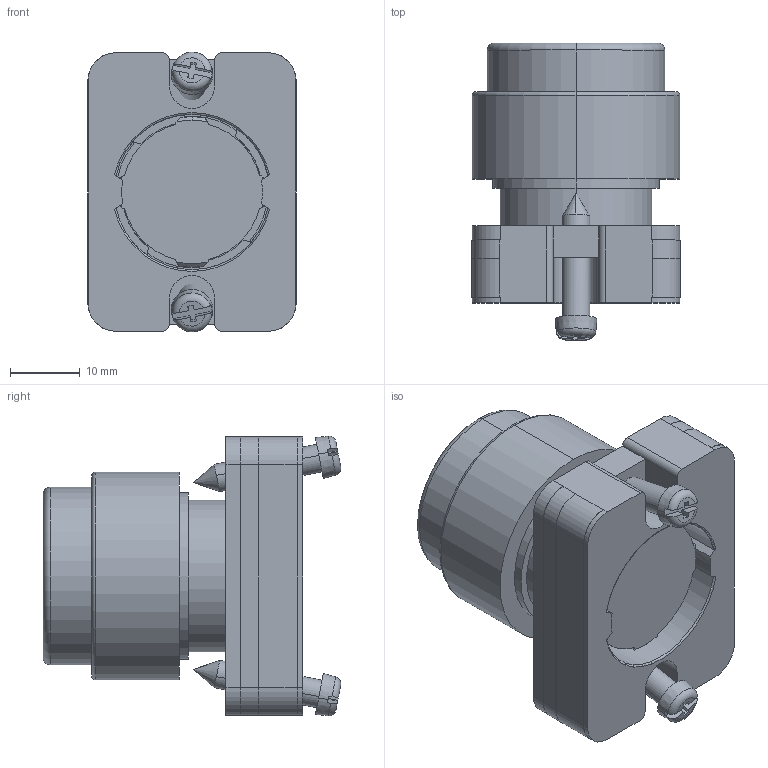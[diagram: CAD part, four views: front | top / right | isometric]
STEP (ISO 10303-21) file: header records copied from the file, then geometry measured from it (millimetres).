
FILE_DESCRIPTION (( 'STEP AP214' ), '1' );
FILE_NAME ('GCX3110-SC.step', '2016-06-20T21:06:13', ( '' ), ( '' ), 'SwSTEP 2.0', 'SolidWorks 2016', '' );
FILE_SCHEMA (( 'AUTOMOTIVE_DESIGN' ));
Length unit declared in the file: inch
Products named in the file (3): GCX3110 OPERATOR; ECX3029-2; GCX3110-SC
Assembly tree (2 placements, depth 2):
  GCX3110-SC
    ECX3029-2
    GCX3110 OPERATOR
Bounding box: 29.91 x 42.74 x 40.16 mm (x, y, z)
Volume: 15293.1 mm3; surface area: 12730.6 mm2
Topology: 5 solids, 5 shells, 290 faces, 791 edges, 522 vertices
Faces by surface type: plane 147, cylinder 118, cone 15, torus 10
Entity records: 9602 total; most frequent: CARTESIAN_POINT 1800, DIRECTION 1631, ORIENTED_EDGE 1574, EDGE_CURVE 787, AXIS2_PLACEMENT_3D 589, VERTEX_POINT 522, VECTOR 453, LINE 453
